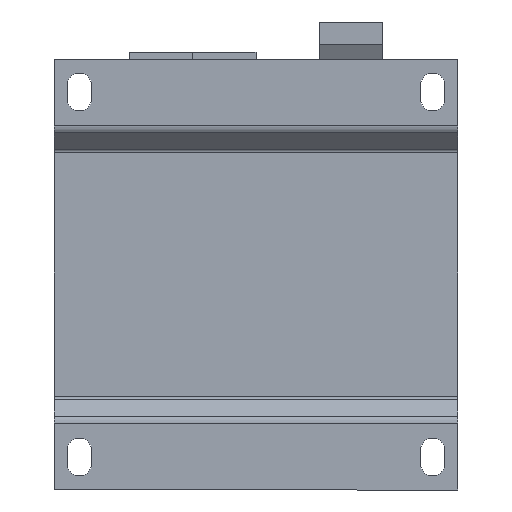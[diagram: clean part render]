
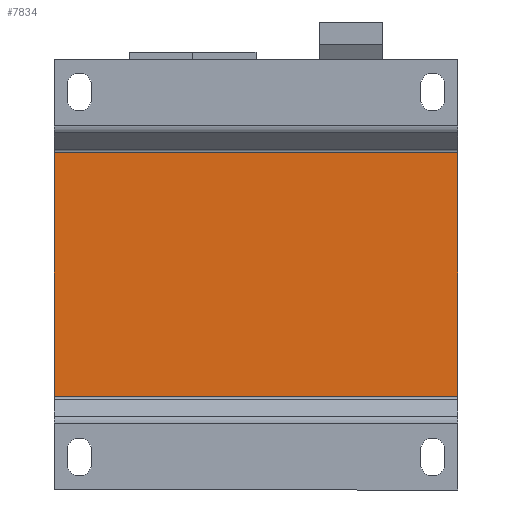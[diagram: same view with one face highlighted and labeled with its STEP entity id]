
A CAD part, front view. The second image highlights one B-rep face of the part: STEP entity #7834.
In plain terms, the highlighted planar face has unit normal (0, -1, 0).
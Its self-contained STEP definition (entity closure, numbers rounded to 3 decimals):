
#635 = EDGE_CURVE ( 'Defeature ausgef�hrt1_95+Defeature ausgef�hrt1_92+Defeature ausgef�hrt1_93+Defeature ausgef�hrt1_94', #8292, #3229, #7037, .T. ) ;
#696 = CARTESIAN_POINT ( 'NONE',  ( -48., -41.5, -29.014 ) ) ;
#703 = ORIENTED_EDGE ( 'NONE', *, *, #4579, .F. ) ;
#881 = EDGE_CURVE ( 'Defeature ausgef�hrt1_92+Defeature ausgef�hrt1_112+Defeature ausgef�hrt1_91+Defeature ausgef�hrt1_90', #3324, #1403, #4000, .T. ) ;
#1403 = VERTEX_POINT ( 'NONE', #8167 ) ;
#1474 = AXIS2_PLACEMENT_3D ( 'NONE', #1488, #1514, #4125 ) ;
#1488 = CARTESIAN_POINT ( 'NONE',  ( 0., -41.5, 0. ) ) ;
#1514 = DIRECTION ( 'NONE',  ( 0., 1., 0. ) ) ;
#1942 = VECTOR ( 'NONE', #7400, 1000. ) ;
#2077 = CARTESIAN_POINT ( 'NONE',  ( 0., -41.5, -29.014 ) ) ;
#2220 = CARTESIAN_POINT ( 'NONE',  ( -48., -41.5, -51.25 ) ) ;
#2349 = ORIENTED_EDGE ( 'NONE', *, *, #2484, .F. ) ;
#2426 = LINE ( 'NONE', #2220, #1942 ) ;
#2484 = EDGE_CURVE ( 'Defeature ausgef�hrt1_91+Defeature ausgef�hrt1_92+Defeature ausgef�hrt1_110+Defeature ausgef�hrt1_93', #3324, #8292, #3754, .T. ) ;
#2663 = FACE_OUTER_BOUND ( 'NONE', #3982, .T. ) ;
#3229 = VERTEX_POINT ( 'NONE', #696 ) ;
#3323 = DIRECTION ( 'NONE',  ( -1., 0., 0. ) ) ;
#3324 = VERTEX_POINT ( 'NONE', #8028 ) ;
#3724 = DIRECTION ( 'NONE',  ( -1., 0., 0. ) ) ;
#3754 = LINE ( 'NONE', #5394, #8148 ) ;
#3982 = EDGE_LOOP ( 'NONE', ( #4281, #2349, #6405, #703 ) ) ;
#4000 = LINE ( 'NONE', #6909, #7251 ) ;
#4096 = PLANE ( 'NONE',  #1474 ) ;
#4125 = DIRECTION ( 'NONE',  ( 0., 0., 1. ) ) ;
#4281 = ORIENTED_EDGE ( 'NONE', *, *, #635, .F. ) ;
#4579 = EDGE_CURVE ( 'Defeature ausgef�hrt1_90+Defeature ausgef�hrt1_92+Defeature ausgef�hrt1_94+Defeature ausgef�hrt1_111', #3229, #1403, #2426, .T. ) ;
#5394 = CARTESIAN_POINT ( 'NONE',  ( 48., -41.5, -51.25 ) ) ;
#6405 = ORIENTED_EDGE ( 'NONE', *, *, #881, .T. ) ;
#6909 = CARTESIAN_POINT ( 'NONE',  ( 0., -41.5, 29.014 ) ) ;
#7037 = LINE ( 'NONE', #2077, #7150 ) ;
#7150 = VECTOR ( 'NONE', #3323, 1000. ) ;
#7251 = VECTOR ( 'NONE', #3724, 1000. ) ;
#7400 = DIRECTION ( 'NONE',  ( 0., 0., 1. ) ) ;
#7834 = ADVANCED_FACE ( 'Defeature ausgef�hrt1_92', ( #2663 ), #4096, .F. ) ;
#8028 = CARTESIAN_POINT ( 'NONE',  ( 48., -41.5, 29.014 ) ) ;
#8064 = DIRECTION ( 'NONE',  ( 0., 0., -1. ) ) ;
#8148 = VECTOR ( 'NONE', #8064, 1000. ) ;
#8167 = CARTESIAN_POINT ( 'NONE',  ( -48., -41.5, 29.014 ) ) ;
#8292 = VERTEX_POINT ( 'NONE', #8394 ) ;
#8394 = CARTESIAN_POINT ( 'NONE',  ( 48., -41.5, -29.014 ) ) ;
